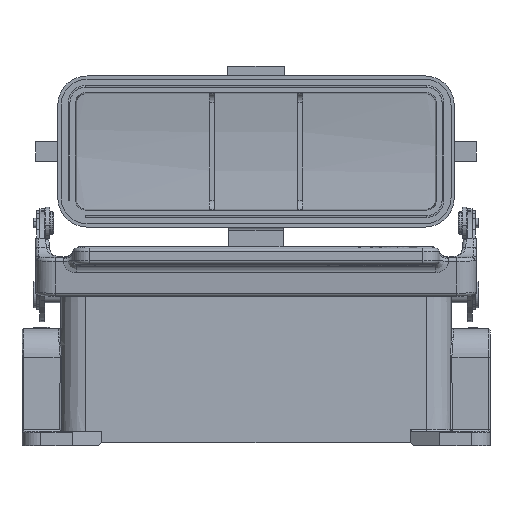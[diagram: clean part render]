
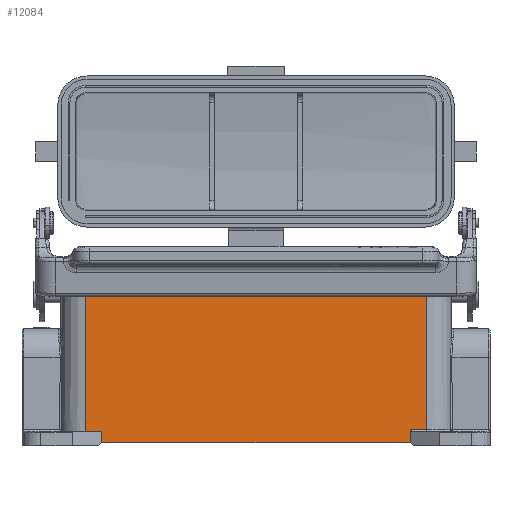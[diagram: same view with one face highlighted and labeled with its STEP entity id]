
A CAD part, left-side view. The second image highlights one B-rep face of the part: STEP entity #12084.
In plain terms, the highlighted planar face has unit normal (-1, 0, 0.009).
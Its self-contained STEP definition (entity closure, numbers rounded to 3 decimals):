
#3405=LINE('',#60176,#5876);
#3407=LINE('',#60180,#5878);
#3416=LINE('',#60198,#5887);
#3423=LINE('',#60219,#5894);
#3424=LINE('',#60221,#5895);
#3425=LINE('',#60223,#5896);
#3426=LINE('',#60224,#5897);
#3427=LINE('',#60226,#5898);
#3428=LINE('',#60228,#5899);
#3429=LINE('',#60229,#5900);
#3430=LINE('',#60231,#5901);
#3431=LINE('',#60233,#5902);
#5876=VECTOR('',#42362,1.);
#5878=VECTOR('',#42366,1.);
#5887=VECTOR('',#42379,1.);
#5894=VECTOR('',#42396,1.);
#5895=VECTOR('',#42399,1.);
#5896=VECTOR('',#42400,1.);
#5897=VECTOR('',#42401,1.);
#5898=VECTOR('',#42402,1.);
#5899=VECTOR('',#42403,1.);
#5900=VECTOR('',#42404,1.);
#5901=VECTOR('',#42405,1.);
#5902=VECTOR('',#42406,1.);
#8631=FACE_OUTER_BOUND('',#14433,.T.);
#9813=PLANE('',#36360);
#12084=ADVANCED_FACE('',(#8631),#9813,.T.);
#14433=EDGE_LOOP('',(#21470,#21471,#21472,#21473,#21474,#21475,#21476,#21477,
#21478,#21479,#21480,#21481));
#21470=ORIENTED_EDGE('',*,*,#31789,.T.);
#21471=ORIENTED_EDGE('',*,*,#31777,.T.);
#21472=ORIENTED_EDGE('',*,*,#31788,.T.);
#21473=ORIENTED_EDGE('',*,*,#31790,.T.);
#21474=ORIENTED_EDGE('',*,*,#31768,.F.);
#21475=ORIENTED_EDGE('',*,*,#31766,.T.);
#21476=ORIENTED_EDGE('',*,*,#31791,.T.);
#21477=ORIENTED_EDGE('',*,*,#31792,.F.);
#21478=ORIENTED_EDGE('',*,*,#31793,.F.);
#21479=ORIENTED_EDGE('',*,*,#31794,.T.);
#21480=ORIENTED_EDGE('',*,*,#31795,.T.);
#21481=ORIENTED_EDGE('',*,*,#31796,.T.);
#27353=VERTEX_POINT('',#60040);
#27393=VERTEX_POINT('',#60175);
#27394=VERTEX_POINT('',#60177);
#27395=VERTEX_POINT('',#60181);
#27402=VERTEX_POINT('',#60199);
#27403=VERTEX_POINT('',#60200);
#27410=VERTEX_POINT('',#60218);
#27411=VERTEX_POINT('',#60222);
#27412=VERTEX_POINT('',#60225);
#27413=VERTEX_POINT('',#60227);
#27414=VERTEX_POINT('',#60230);
#27415=VERTEX_POINT('',#60232);
#31766=EDGE_CURVE('',#27394,#27393,#3405,.T.);
#31768=EDGE_CURVE('',#27394,#27395,#3407,.T.);
#31777=EDGE_CURVE('',#27402,#27403,#3416,.T.);
#31788=EDGE_CURVE('',#27403,#27410,#3423,.T.);
#31789=EDGE_CURVE('',#27411,#27402,#3424,.T.);
#31790=EDGE_CURVE('',#27410,#27395,#3425,.T.);
#31791=EDGE_CURVE('',#27393,#27412,#3426,.T.);
#31792=EDGE_CURVE('',#27413,#27412,#3427,.T.);
#31793=EDGE_CURVE('',#27353,#27413,#3428,.T.);
#31794=EDGE_CURVE('',#27353,#27414,#3429,.T.);
#31795=EDGE_CURVE('',#27414,#27415,#3430,.T.);
#31796=EDGE_CURVE('',#27415,#27411,#3431,.T.);
#36360=AXIS2_PLACEMENT_3D('',#60234,#42407,#42408);
#42362=DIRECTION('',(0.,1.,0.));
#42366=DIRECTION('',(-0.009,0.,-1.));
#42379=DIRECTION('',(0.,1.,0.));
#42396=DIRECTION('',(-0.009,0.,-1.));
#42399=DIRECTION('',(0.009,0.,1.));
#42400=DIRECTION('',(0.,1.,0.));
#42401=DIRECTION('',(-0.009,0.,-1.));
#42402=DIRECTION('',(0.,1.,0.));
#42403=DIRECTION('',(0.009,0.,1.));
#42404=DIRECTION('',(0.,-1.,0.));
#42405=DIRECTION('',(0.009,0.,1.));
#42406=DIRECTION('',(0.,-1.,0.));
#42407=DIRECTION('',(-1.,0.,0.009));
#42408=DIRECTION('',(0.,1.,0.));
#60040=CARTESIAN_POINT('',(-21.936,47.5,1.));
#60175=CARTESIAN_POINT('',(-21.5,52.5,51.));
#60176=CARTESIAN_POINT('',(-21.5,1.6,51.));
#60177=CARTESIAN_POINT('',(-21.5,1.6,51.));
#60180=CARTESIAN_POINT('',(-21.5,1.6,51.));
#60181=CARTESIAN_POINT('',(-21.526,1.6,48.));
#60198=CARTESIAN_POINT('',(-21.5,-52.5,51.));
#60199=CARTESIAN_POINT('',(-21.5,-52.5,51.));
#60200=CARTESIAN_POINT('',(-21.5,-1.6,51.));
#60218=CARTESIAN_POINT('',(-21.526,-1.6,48.));
#60219=CARTESIAN_POINT('',(-21.5,-1.6,51.));
#60221=CARTESIAN_POINT('',(-21.901,-52.5,4.996));
#60222=CARTESIAN_POINT('',(-21.901,-52.5,4.996));
#60223=CARTESIAN_POINT('',(-21.526,-1.6,48.));
#60224=CARTESIAN_POINT('',(-21.5,52.5,51.));
#60225=CARTESIAN_POINT('',(-21.906,52.5,4.5));
#60226=CARTESIAN_POINT('',(-21.906,47.5,4.5));
#60227=CARTESIAN_POINT('',(-21.906,47.5,4.5));
#60228=CARTESIAN_POINT('',(-21.936,47.5,1.));
#60229=CARTESIAN_POINT('',(-21.936,47.5,1.));
#60230=CARTESIAN_POINT('',(-21.936,-47.5,1.));
#60231=CARTESIAN_POINT('',(-21.936,-47.5,1.));
#60232=CARTESIAN_POINT('',(-21.901,-47.5,4.996));
#60233=CARTESIAN_POINT('',(-21.901,-47.5,4.996));
#60234=CARTESIAN_POINT('',(-21.5,55.148,51.));
